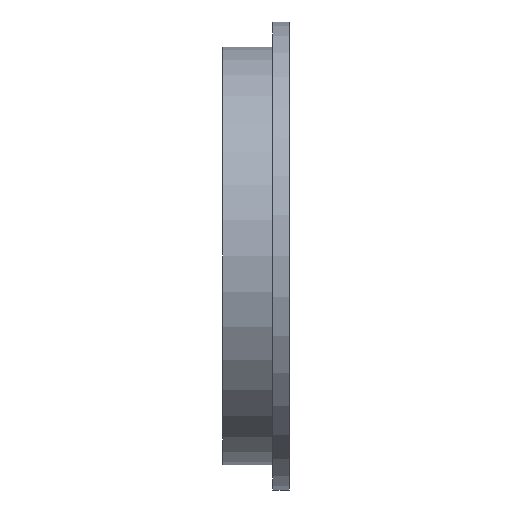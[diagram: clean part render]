
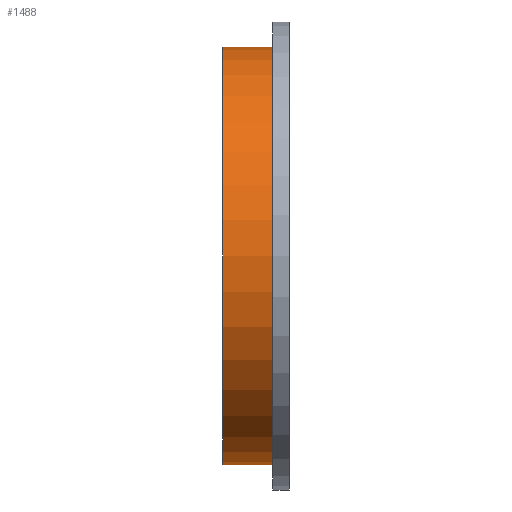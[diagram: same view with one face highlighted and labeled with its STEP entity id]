
A CAD part, left-side view. The second image highlights one B-rep face of the part: STEP entity #1488.
In plain terms, the highlighted cylindrical face has radius 25 mm (diameter 50 mm), a partial arc.
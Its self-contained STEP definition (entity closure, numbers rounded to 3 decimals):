
#4 = ORIENTED_EDGE ( 'NONE', *, *, #113, .F. ) ;
#113 = EDGE_CURVE ( 'NONE', #1235, #506, #1180, .T. ) ;
#134 = CYLINDRICAL_SURFACE ( 'NONE', #522, 25. ) ;
#215 = CARTESIAN_POINT ( 'NONE',  ( 0., 6., -25. ) ) ;
#218 = CARTESIAN_POINT ( 'NONE',  ( 0., 6., 25. ) ) ;
#261 = EDGE_CURVE ( 'NONE', #1332, #1388, #689, .T. ) ;
#302 = CARTESIAN_POINT ( 'NONE',  ( 0., 0., 25. ) ) ;
#308 = AXIS2_PLACEMENT_3D ( 'NONE', #1057, #1091, #725 ) ;
#322 = ORIENTED_EDGE ( 'NONE', *, *, #519, .T. ) ;
#450 = AXIS2_PLACEMENT_3D ( 'NONE', #1133, #1803, #1642 ) ;
#478 = CARTESIAN_POINT ( 'NONE',  ( 0., 6., 0. ) ) ;
#506 = VERTEX_POINT ( 'NONE', #2095 ) ;
#519 = EDGE_CURVE ( 'NONE', #1235, #1332, #1071, .T. ) ;
#522 = AXIS2_PLACEMENT_3D ( 'NONE', #478, #1951, #2148 ) ;
#650 = FACE_OUTER_BOUND ( 'NONE', #1947, .T. ) ;
#689 = CIRCLE ( 'NONE', #450, 25. ) ;
#725 = DIRECTION ( 'NONE',  ( 0., 0., 1. ) ) ;
#726 = VECTOR ( 'NONE', #1450, 1000. ) ;
#779 = EDGE_CURVE ( 'NONE', #506, #1388, #2048, .T. ) ;
#850 = DIRECTION ( 'NONE',  ( 0., -1., 0. ) ) ;
#899 = CARTESIAN_POINT ( 'NONE',  ( 0., 0., -25. ) ) ;
#945 = CARTESIAN_POINT ( 'NONE',  ( 0., 6., -25. ) ) ;
#1057 = CARTESIAN_POINT ( 'NONE',  ( 0., 6., 0. ) ) ;
#1071 = LINE ( 'NONE', #945, #726 ) ;
#1091 = DIRECTION ( 'NONE',  ( 0., 1., 0. ) ) ;
#1133 = CARTESIAN_POINT ( 'NONE',  ( 0., 0., 0. ) ) ;
#1180 = CIRCLE ( 'NONE', #308, 25. ) ;
#1235 = VERTEX_POINT ( 'NONE', #215 ) ;
#1280 = ORIENTED_EDGE ( 'NONE', *, *, #779, .F. ) ;
#1332 = VERTEX_POINT ( 'NONE', #899 ) ;
#1388 = VERTEX_POINT ( 'NONE', #302 ) ;
#1450 = DIRECTION ( 'NONE',  ( 0., -1., 0. ) ) ;
#1459 = ORIENTED_EDGE ( 'NONE', *, *, #261, .T. ) ;
#1488 = ADVANCED_FACE ( 'NONE', ( #650 ), #134, .T. ) ;
#1579 = VECTOR ( 'NONE', #850, 1000. ) ;
#1642 = DIRECTION ( 'NONE',  ( 0., 0., 1. ) ) ;
#1803 = DIRECTION ( 'NONE',  ( 0., 1., 0. ) ) ;
#1947 = EDGE_LOOP ( 'NONE', ( #1280, #4, #322, #1459 ) ) ;
#1951 = DIRECTION ( 'NONE',  ( 0., -1., 0. ) ) ;
#2048 = LINE ( 'NONE', #218, #1579 ) ;
#2095 = CARTESIAN_POINT ( 'NONE',  ( 0., 6., 25. ) ) ;
#2148 = DIRECTION ( 'NONE',  ( 0., 0., -1. ) ) ;
